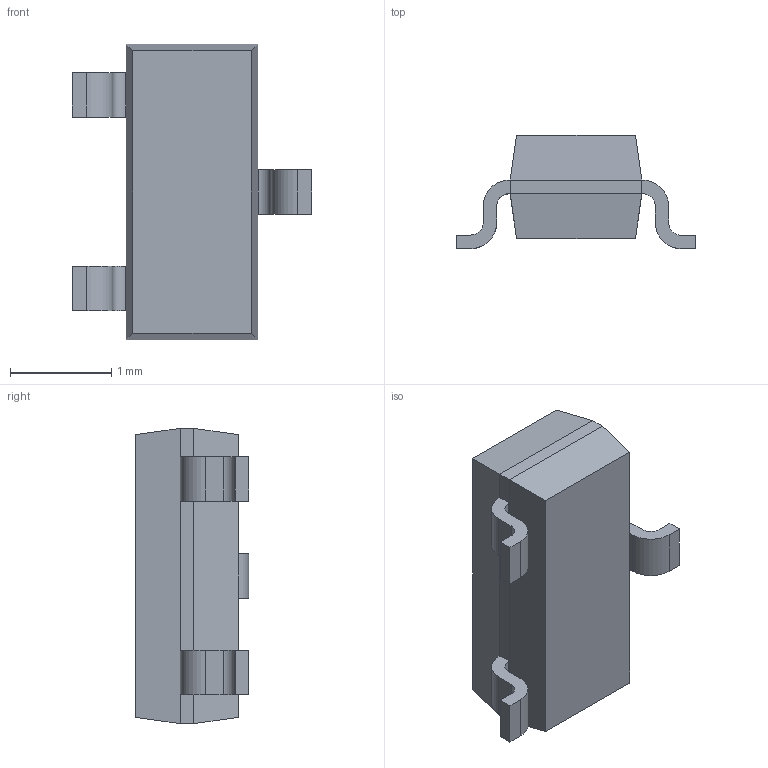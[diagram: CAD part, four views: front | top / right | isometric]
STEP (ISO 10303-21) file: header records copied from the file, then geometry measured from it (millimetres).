
FILE_DESCRIPTION (( 'STEP AP214' ), '1' );
FILE_NAME ('AD1585BRTZ-REEL7.STEP', '2023-06-21T05:15:29', ( '' ), ( '' ), 'SwSTEP 2.0', 'SolidWorks 2021', '' );
FILE_SCHEMA (( 'AUTOMOTIVE_DESIGN' ));
Length unit declared in the file: millimetre
Products named in the file (1): AD1585BRTZ-REEL7
Bounding box: 2.37 x 1.12 x 2.92 mm (x, y, z)
Volume: 3.8 mm3; surface area: 18.5 mm2
Topology: 4 solids, 4 shells, 56 faces, 136 edges, 88 vertices
Faces by surface type: plane 44, cylinder 12
Entity records: 1681 total; most frequent: CARTESIAN_POINT 281, DIRECTION 274, ORIENTED_EDGE 272, EDGE_CURVE 136, VECTOR 112, LINE 112, VERTEX_POINT 88, AXIS2_PLACEMENT_3D 81
